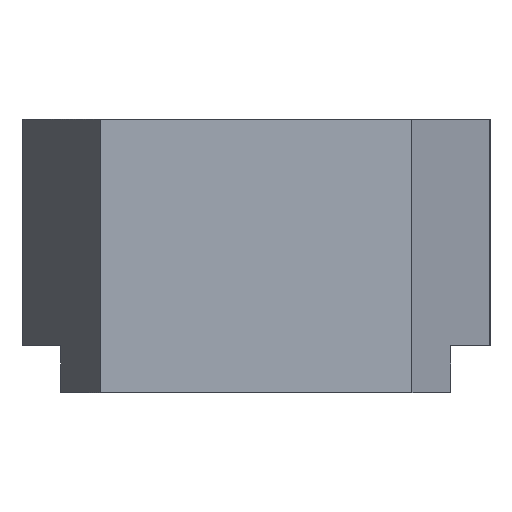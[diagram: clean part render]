
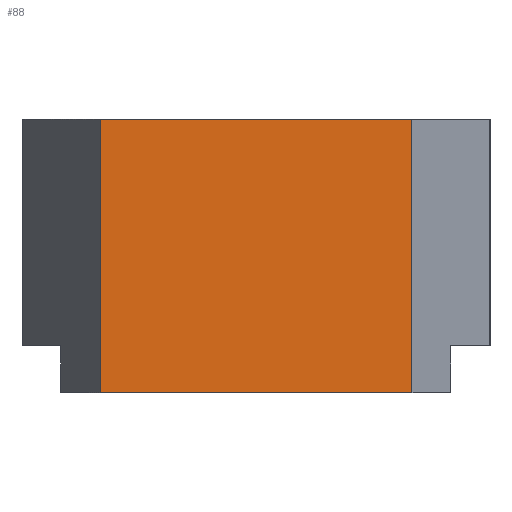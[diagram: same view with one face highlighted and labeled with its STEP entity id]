
A CAD part, left-side view. The second image highlights one B-rep face of the part: STEP entity #88.
In plain terms, the highlighted planar face has unit normal (-1, 0, 0).
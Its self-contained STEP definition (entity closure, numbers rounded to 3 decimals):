
#88 = ADVANCED_FACE( '', ( #133 ), #134, .F. );
#133 = FACE_OUTER_BOUND( '', #191, .T. );
#134 = PLANE( '', #192 );
#191 = EDGE_LOOP( '', ( #323, #324, #325, #326 ) );
#192 = AXIS2_PLACEMENT_3D( '', #327, #328, #329 );
#323 = ORIENTED_EDGE( '', *, *, #413, .T. );
#324 = ORIENTED_EDGE( '', *, *, #440, .F. );
#325 = ORIENTED_EDGE( '', *, *, #420, .F. );
#326 = ORIENTED_EDGE( '', *, *, #433, .T. );
#327 = CARTESIAN_POINT( '', ( -210., 20., 35. ) );
#328 = DIRECTION( '', ( 1., 0., 0. ) );
#329 = DIRECTION( '', ( 0., 0., -1. ) );
#413 = EDGE_CURVE( '', #484, #482, #485, .T. );
#420 = EDGE_CURVE( '', #495, #497, #498, .T. );
#433 = EDGE_CURVE( '', #495, #484, #518, .T. );
#440 = EDGE_CURVE( '', #497, #482, #528, .T. );
#482 = VERTEX_POINT( '', #584 );
#484 = VERTEX_POINT( '', #587 );
#485 = LINE( '', #588, #589 );
#495 = VERTEX_POINT( '', #602 );
#497 = VERTEX_POINT( '', #605 );
#498 = LINE( '', #606, #607 );
#518 = LINE( '', #638, #639 );
#528 = LINE( '', #655, #656 );
#584 = CARTESIAN_POINT( '', ( -210., -20., 0. ) );
#587 = CARTESIAN_POINT( '', ( -210., 20., 0. ) );
#588 = CARTESIAN_POINT( '', ( -210., 20., 0. ) );
#589 = VECTOR( '', #700, 1000. );
#602 = CARTESIAN_POINT( '', ( -210., 20., 35. ) );
#605 = CARTESIAN_POINT( '', ( -210., -20., 35. ) );
#606 = CARTESIAN_POINT( '', ( -210., 20., 35. ) );
#607 = VECTOR( '', #711, 1000. );
#638 = CARTESIAN_POINT( '', ( -210., 20., 35. ) );
#639 = VECTOR( '', #726, 1000. );
#655 = CARTESIAN_POINT( '', ( -210., -20., 35. ) );
#656 = VECTOR( '', #733, 1000. );
#700 = DIRECTION( '', ( 0., -1., 0. ) );
#711 = DIRECTION( '', ( 0., -1., 0. ) );
#726 = DIRECTION( '', ( 0., 0., -1. ) );
#733 = DIRECTION( '', ( 0., 0., -1. ) );
